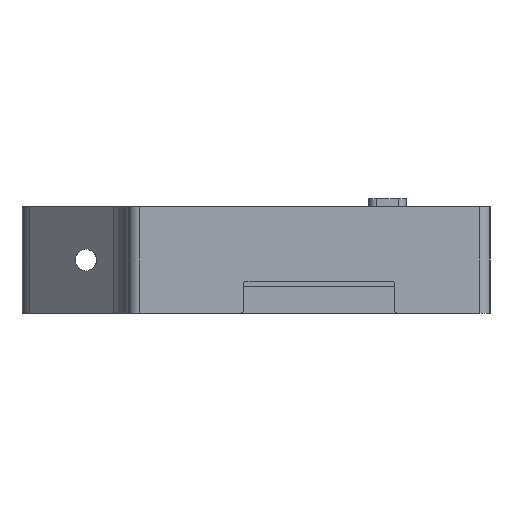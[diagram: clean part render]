
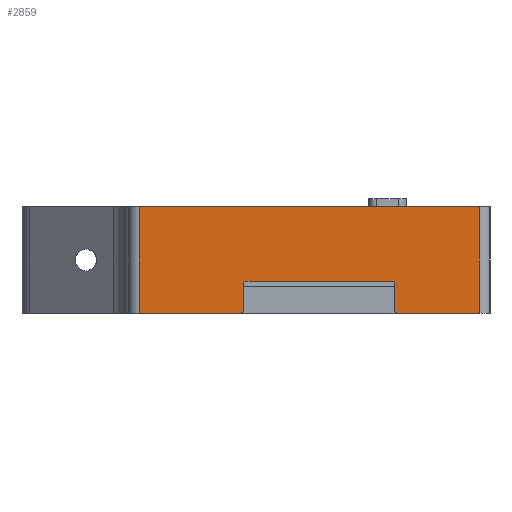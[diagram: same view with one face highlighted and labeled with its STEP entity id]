
A CAD part, left-side view. The second image highlights one B-rep face of the part: STEP entity #2859.
In plain terms, the highlighted planar face has unit normal (-1, 0, 0).
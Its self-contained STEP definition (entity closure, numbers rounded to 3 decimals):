
#108=CIRCLE('',#3061,0.5);
#109=CIRCLE('',#3064,0.5);
#111=CIRCLE('',#3067,0.5);
#112=CIRCLE('',#3068,0.5);
#317=FACE_OUTER_BOUND('',#491,.T.);
#491=EDGE_LOOP('',(#2180,#2181,#2182,#2183,#2184,#2185,#2186,#2187,#2188,
#2189,#2190,#2191));
#740=LINE('',#4461,#1023);
#743=LINE('',#4472,#1026);
#744=LINE('',#4476,#1027);
#745=LINE('',#4480,#1028);
#746=LINE('',#4482,#1029);
#747=LINE('',#4484,#1030);
#748=LINE('',#4486,#1031);
#749=LINE('',#4487,#1032);
#1023=VECTOR('',#3578,10.);
#1026=VECTOR('',#3589,10.);
#1027=VECTOR('',#3592,10.);
#1028=VECTOR('',#3595,10.);
#1029=VECTOR('',#3596,10.);
#1030=VECTOR('',#3597,10.);
#1031=VECTOR('',#3598,10.);
#1032=VECTOR('',#3599,10.);
#1303=VERTEX_POINT('',#4451);
#1304=VERTEX_POINT('',#4453);
#1306=VERTEX_POINT('',#4459);
#1307=VERTEX_POINT('',#4463);
#1308=VERTEX_POINT('',#4464);
#1311=VERTEX_POINT('',#4473);
#1312=VERTEX_POINT('',#4475);
#1313=VERTEX_POINT('',#4477);
#1314=VERTEX_POINT('',#4479);
#1315=VERTEX_POINT('',#4481);
#1316=VERTEX_POINT('',#4483);
#1317=VERTEX_POINT('',#4485);
#1630=EDGE_CURVE('',#1303,#1304,#108,.T.);
#1634=EDGE_CURVE('',#1303,#1306,#740,.T.);
#1635=EDGE_CURVE('',#1307,#1308,#109,.T.);
#1639=EDGE_CURVE('',#1307,#1304,#743,.T.);
#1640=EDGE_CURVE('',#1311,#1306,#111,.T.);
#1641=EDGE_CURVE('',#1311,#1312,#744,.T.);
#1642=EDGE_CURVE('',#1313,#1312,#112,.T.);
#1643=EDGE_CURVE('',#1314,#1313,#745,.T.);
#1644=EDGE_CURVE('',#1315,#1314,#746,.T.);
#1645=EDGE_CURVE('',#1315,#1316,#747,.T.);
#1646=EDGE_CURVE('',#1316,#1317,#748,.T.);
#1647=EDGE_CURVE('',#1308,#1317,#749,.T.);
#2180=ORIENTED_EDGE('',*,*,#1635,.F.);
#2181=ORIENTED_EDGE('',*,*,#1639,.T.);
#2182=ORIENTED_EDGE('',*,*,#1630,.F.);
#2183=ORIENTED_EDGE('',*,*,#1634,.T.);
#2184=ORIENTED_EDGE('',*,*,#1640,.F.);
#2185=ORIENTED_EDGE('',*,*,#1641,.T.);
#2186=ORIENTED_EDGE('',*,*,#1642,.F.);
#2187=ORIENTED_EDGE('',*,*,#1643,.F.);
#2188=ORIENTED_EDGE('',*,*,#1644,.F.);
#2189=ORIENTED_EDGE('',*,*,#1645,.T.);
#2190=ORIENTED_EDGE('',*,*,#1646,.T.);
#2191=ORIENTED_EDGE('',*,*,#1647,.F.);
#2747=PLANE('',#3066);
#2859=ADVANCED_FACE('',(#317),#2747,.T.);
#3061=AXIS2_PLACEMENT_3D('',#4454,#3571,#3572);
#3064=AXIS2_PLACEMENT_3D('',#4465,#3581,#3582);
#3066=AXIS2_PLACEMENT_3D('',#4471,#3587,#3588);
#3067=AXIS2_PLACEMENT_3D('',#4474,#3590,#3591);
#3068=AXIS2_PLACEMENT_3D('',#4478,#3593,#3594);
#3571=DIRECTION('center_axis',(-1.,0.,0.));
#3572=DIRECTION('ref_axis',(0.,0.707,0.707));
#3578=DIRECTION('',(0.,-1.,0.));
#3581=DIRECTION('center_axis',(1.,0.,0.));
#3582=DIRECTION('ref_axis',(0.,-0.707,-0.707));
#3587=DIRECTION('center_axis',(-1.,0.,0.));
#3588=DIRECTION('ref_axis',(0.,1.,0.));
#3589=DIRECTION('',(0.,0.,1.));
#3590=DIRECTION('center_axis',(-1.,0.,0.));
#3591=DIRECTION('ref_axis',(0.,-0.707,0.707));
#3592=DIRECTION('',(0.,0.,-1.));
#3593=DIRECTION('center_axis',(1.,0.,0.));
#3594=DIRECTION('ref_axis',(0.,0.707,-0.707));
#3595=DIRECTION('',(0.,1.,0.));
#3596=DIRECTION('',(0.,0.,-1.));
#3597=DIRECTION('',(0.,1.,0.));
#3598=DIRECTION('',(0.,0.,-1.));
#3599=DIRECTION('',(0.,1.,0.));
#4451=CARTESIAN_POINT('',(-77.5,8.,1.));
#4453=CARTESIAN_POINT('',(-77.5,8.5,0.5));
#4454=CARTESIAN_POINT('Origin',(-77.5,8.,0.5));
#4459=CARTESIAN_POINT('',(-77.5,-19.4,1.));
#4461=CARTESIAN_POINT('',(-77.5,-20.725,1.));
#4463=CARTESIAN_POINT('',(-77.5,8.5,-4.5));
#4464=CARTESIAN_POINT('',(-77.5,9.,-5.));
#4465=CARTESIAN_POINT('Origin',(-77.5,9.,-4.5));
#4471=CARTESIAN_POINT('Origin',(-77.5,-35.75,15.));
#4472=CARTESIAN_POINT('',(-77.5,8.5,5.));
#4473=CARTESIAN_POINT('',(-77.5,-19.9,0.5));
#4474=CARTESIAN_POINT('Origin',(-77.5,-19.4,0.5));
#4475=CARTESIAN_POINT('',(-77.5,-19.9,-4.5));
#4476=CARTESIAN_POINT('',(-77.5,-19.9,5.));
#4477=CARTESIAN_POINT('',(-77.5,-20.4,-5.));
#4478=CARTESIAN_POINT('Origin',(-77.5,-20.4,-4.5));
#4479=CARTESIAN_POINT('',(-77.5,-35.75,-5.));
#4480=CARTESIAN_POINT('',(-77.5,-35.75,-5.));
#4481=CARTESIAN_POINT('',(-77.5,-35.75,15.));
#4482=CARTESIAN_POINT('',(-77.5,-35.75,15.));
#4483=CARTESIAN_POINT('',(-77.5,28.,15.));
#4484=CARTESIAN_POINT('',(-77.5,-35.75,15.));
#4485=CARTESIAN_POINT('',(-77.5,28.,-5.));
#4486=CARTESIAN_POINT('',(-77.5,28.,15.));
#4487=CARTESIAN_POINT('',(-77.5,-35.75,-5.));
